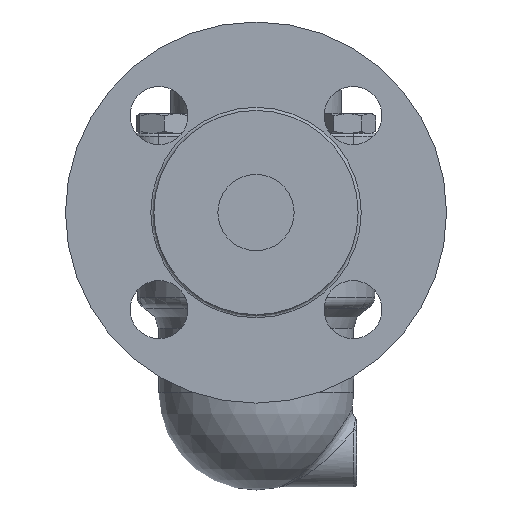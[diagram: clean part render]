
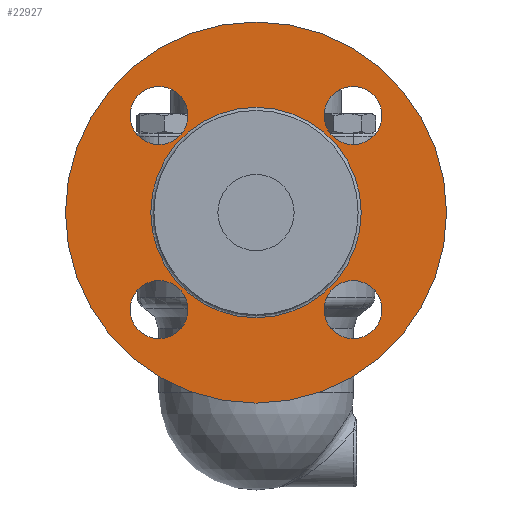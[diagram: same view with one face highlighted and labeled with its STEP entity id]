
A CAD part, left-side view. The second image highlights one B-rep face of the part: STEP entity #22927.
In plain terms, the highlighted planar face has unit normal (-1, 0, 0).
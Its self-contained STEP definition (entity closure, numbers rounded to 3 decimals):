
#22849=CARTESIAN_POINT('',(-106.,0.,61.5));
#22850=VERTEX_POINT('',#22849);
#22851=CARTESIAN_POINT('',(-106.,0.0,-1.));
#22852=DIRECTION('',(1.0,0.0,0.0));
#22853=DIRECTION('',(0.0,0.0,-1.0));
#22854=AXIS2_PLACEMENT_3D('',#22851,#22852,#22853);
#22855=CIRCLE('',#22854,62.5);
#22856=EDGE_CURVE('',#22850,#22850,#22855,.T.);
#22864=CARTESIAN_POINT('',(-106.,0.0,-1.));
#22865=DIRECTION('',(1.0,0.0,0.0));
#22866=DIRECTION('',(0.0,0.0,-1.0));
#22867=AXIS2_PLACEMENT_3D('',#22864,#22865,#22866);
#22868=PLANE('',#22867);
#22869=ORIENTED_EDGE('',*,*,#22856,.F.);
#22870=EDGE_LOOP('',(#22869));
#22871=FACE_OUTER_BOUND('',#22870,.T.);
#22872=CARTESIAN_POINT('',(-106.,0.,33.5));
#22873=VERTEX_POINT('',#22872);
#22874=CARTESIAN_POINT('',(-106.,0.0,-1.));
#22875=DIRECTION('',(-1.0,0.0,0.0));
#22876=DIRECTION('',(0.0,0.0,-1.0));
#22877=AXIS2_PLACEMENT_3D('',#22874,#22875,#22876);
#22878=CIRCLE('',#22877,34.5);
#22879=EDGE_CURVE('',#22873,#22873,#22878,.T.);
#22880=ORIENTED_EDGE('',*,*,#22879,.F.);
#22881=EDGE_LOOP('',(#22880));
#22882=FACE_BOUND('',#22881,.T.);
#22883=CARTESIAN_POINT('',(-106.,31.82,21.32));
#22884=VERTEX_POINT('',#22883);
#22885=CARTESIAN_POINT('',(-106.,31.82,30.82));
#22886=DIRECTION('',(1.0,0.0,0.0));
#22887=DIRECTION('',(0.0,0.0,1.0));
#22888=AXIS2_PLACEMENT_3D('',#22885,#22886,#22887);
#22889=CIRCLE('',#22888,9.5);
#22890=EDGE_CURVE('',#22884,#22884,#22889,.T.);
#22891=ORIENTED_EDGE('',*,*,#22890,.T.);
#22892=EDGE_LOOP('',(#22891));
#22893=FACE_BOUND('',#22892,.T.);
#22894=CARTESIAN_POINT('',(-106.,-22.32,30.82));
#22895=VERTEX_POINT('',#22894);
#22896=CARTESIAN_POINT('',(-106.,-31.82,30.82));
#22897=DIRECTION('',(1.0,0.0,0.0));
#22898=DIRECTION('',(0.0,-1.0,0.0));
#22899=AXIS2_PLACEMENT_3D('',#22896,#22897,#22898);
#22900=CIRCLE('',#22899,9.5);
#22901=EDGE_CURVE('',#22895,#22895,#22900,.T.);
#22902=ORIENTED_EDGE('',*,*,#22901,.T.);
#22903=EDGE_LOOP('',(#22902));
#22904=FACE_BOUND('',#22903,.T.);
#22905=CARTESIAN_POINT('',(-106.,-31.82,-23.32));
#22906=VERTEX_POINT('',#22905);
#22907=CARTESIAN_POINT('',(-106.,-31.82,-32.82));
#22908=DIRECTION('',(1.0,0.0,0.0));
#22909=DIRECTION('',(0.0,0.0,-1.0));
#22910=AXIS2_PLACEMENT_3D('',#22907,#22908,#22909);
#22911=CIRCLE('',#22910,9.5);
#22912=EDGE_CURVE('',#22906,#22906,#22911,.T.);
#22913=ORIENTED_EDGE('',*,*,#22912,.T.);
#22914=EDGE_LOOP('',(#22913));
#22915=FACE_BOUND('',#22914,.T.);
#22916=CARTESIAN_POINT('',(-106.,22.32,-32.82));
#22917=VERTEX_POINT('',#22916);
#22918=CARTESIAN_POINT('',(-106.,31.82,-32.82));
#22919=DIRECTION('',(1.0,0.0,0.0));
#22920=DIRECTION('',(0.0,1.0,0.0));
#22921=AXIS2_PLACEMENT_3D('',#22918,#22919,#22920);
#22922=CIRCLE('',#22921,9.5);
#22923=EDGE_CURVE('',#22917,#22917,#22922,.T.);
#22924=ORIENTED_EDGE('',*,*,#22923,.T.);
#22925=EDGE_LOOP('',(#22924));
#22926=FACE_BOUND('',#22925,.T.);
#22927=ADVANCED_FACE('',(#22871,#22882,#22893,#22904,#22915,#22926),#22868,.F.);
